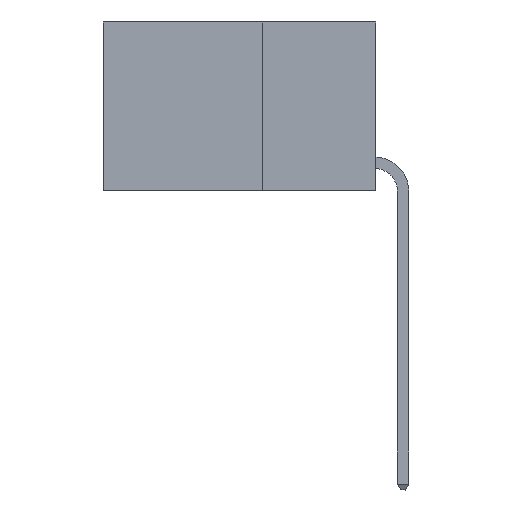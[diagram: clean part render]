
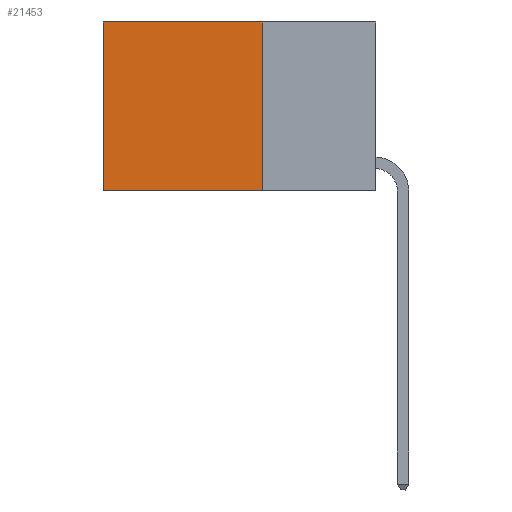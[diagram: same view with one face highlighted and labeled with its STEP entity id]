
A CAD part, left-side view. The second image highlights one B-rep face of the part: STEP entity #21453.
In plain terms, the highlighted planar face has unit normal (-1, 0, 0).
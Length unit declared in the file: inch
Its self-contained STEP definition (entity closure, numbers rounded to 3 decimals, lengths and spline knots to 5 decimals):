
#576 = AXIS2_PLACEMENT_3D ( 'NONE', #18860, #6642, #20900 ) ;
#1329 = EDGE_LOOP ( 'NONE', ( #18978, #23055, #6110, #15264 ) ) ;
#1486 = LINE ( 'NONE', #12129, #6283 ) ;
#1832 = EDGE_CURVE ( 'NONE', #18066, #9044, #1486, .T. ) ;
#2425 = CARTESIAN_POINT ( 'NONE',  ( 0.2625, 0.25, -0.37 ) ) ;
#4062 = VERTEX_POINT ( 'NONE', #25287 ) ;
#6110 = ORIENTED_EDGE ( 'NONE', *, *, #8878, .F. ) ;
#6283 = VECTOR ( 'NONE', #10095, 39.37008 ) ;
#6642 = DIRECTION ( 'NONE',  ( 1., 0., 0. ) ) ;
#6910 = EDGE_CURVE ( 'NONE', #25284, #9044, #25665, .T. ) ;
#7808 = DIRECTION ( 'NONE',  ( 0., 1., 0. ) ) ;
#8878 = EDGE_CURVE ( 'NONE', #4062, #25284, #14063, .T. ) ;
#8968 = DIRECTION ( 'NONE',  ( 0., 0., -1. ) ) ;
#9044 = VERTEX_POINT ( 'NONE', #11467 ) ;
#9250 = CARTESIAN_POINT ( 'NONE',  ( 0.2625, 0.25, -0.37 ) ) ;
#10095 = DIRECTION ( 'NONE',  ( 0., 0., -1. ) ) ;
#11467 = CARTESIAN_POINT ( 'NONE',  ( 0.2625, 0.6, -0.37 ) ) ;
#11590 = EDGE_CURVE ( 'NONE', #4062, #18066, #13640, .T. ) ;
#12129 = CARTESIAN_POINT ( 'NONE',  ( 0.2625, 0.6, 0. ) ) ;
#12744 = PLANE ( 'NONE',  #576 ) ;
#12814 = VECTOR ( 'NONE', #8968, 39.37008 ) ;
#13640 = LINE ( 'NONE', #22010, #23772 ) ;
#14063 = LINE ( 'NONE', #23166, #12814 ) ;
#15264 = ORIENTED_EDGE ( 'NONE', *, *, #11590, .T. ) ;
#16979 = FACE_OUTER_BOUND ( 'NONE', #1329, .T. ) ;
#18066 = VERTEX_POINT ( 'NONE', #20978 ) ;
#18765 = DIRECTION ( 'NONE',  ( 0., 1., 0. ) ) ;
#18860 = CARTESIAN_POINT ( 'NONE',  ( 0.2625, 0.25, 0. ) ) ;
#18978 = ORIENTED_EDGE ( 'NONE', *, *, #1832, .T. ) ;
#20900 = DIRECTION ( 'NONE',  ( 0., 0., -1. ) ) ;
#20978 = CARTESIAN_POINT ( 'NONE',  ( 0.2625, 0.6, 0. ) ) ;
#21453 = ADVANCED_FACE ( 'NONE', ( #16979 ), #12744, .F. ) ;
#22010 = CARTESIAN_POINT ( 'NONE',  ( 0.2625, 0.25, 0. ) ) ;
#23055 = ORIENTED_EDGE ( 'NONE', *, *, #6910, .F. ) ;
#23166 = CARTESIAN_POINT ( 'NONE',  ( 0.2625, 0.25, 0. ) ) ;
#23772 = VECTOR ( 'NONE', #7808, 39.37008 ) ;
#25043 = VECTOR ( 'NONE', #18765, 39.37008 ) ;
#25284 = VERTEX_POINT ( 'NONE', #9250 ) ;
#25287 = CARTESIAN_POINT ( 'NONE',  ( 0.2625, 0.25, 0. ) ) ;
#25665 = LINE ( 'NONE', #2425, #25043 ) ;
